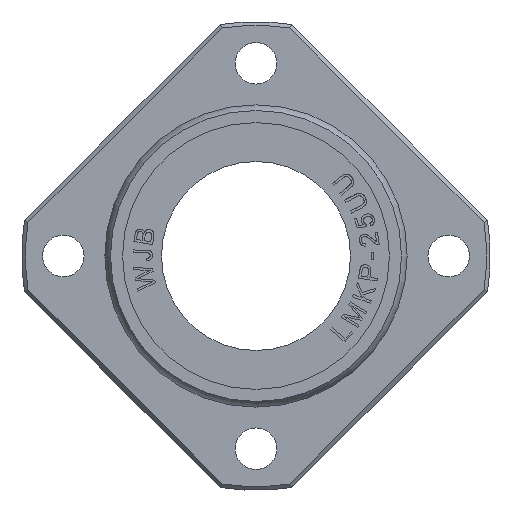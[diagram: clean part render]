
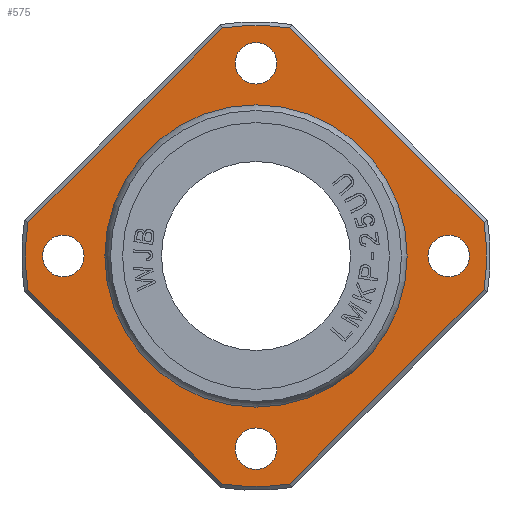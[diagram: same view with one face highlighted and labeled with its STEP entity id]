
A CAD part, left-side view. The second image highlights one B-rep face of the part: STEP entity #575.
In plain terms, the highlighted planar face has unit normal (-1, 0, 0).
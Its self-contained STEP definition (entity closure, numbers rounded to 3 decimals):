
#575=ADVANCED_FACE('',(#1342,#1343,#1344,#1345,#1346,#1347),#959,.T.);
#959=PLANE('',#7086);
#1235=CIRCLE('',#7061,30.5);
#1237=CIRCLE('',#7064,30.5);
#1239=CIRCLE('',#7067,30.5);
#1241=CIRCLE('',#7070,30.5);
#1247=CIRCLE('',#7081,19.564);
#1248=CIRCLE('',#7082,2.75);
#1249=CIRCLE('',#7083,2.75);
#1250=CIRCLE('',#7084,2.75);
#1251=CIRCLE('',#7085,2.75);
#1342=FACE_BOUND('',#1463,.T.);
#1343=FACE_BOUND('',#1464,.T.);
#1344=FACE_BOUND('',#1465,.T.);
#1345=FACE_BOUND('',#1466,.T.);
#1346=FACE_BOUND('',#1467,.T.);
#1347=FACE_BOUND('',#1468,.T.);
#1463=EDGE_LOOP('',(#2652));
#1464=EDGE_LOOP('',(#2653));
#1465=EDGE_LOOP('',(#2654));
#1466=EDGE_LOOP('',(#2655));
#1467=EDGE_LOOP('',(#2656));
#1468=EDGE_LOOP('',(#2657,#2658,#2659,#2660,#2661,#2662,#2663,#2664));
#1976=B_SPLINE_CURVE_WITH_KNOTS('',3,(#10588,#10589,#10590,#10591),.UNSPECIFIED.,
 .F.,.F.,(4,4),(0.,1.),.UNSPECIFIED.);
#1977=B_SPLINE_CURVE_WITH_KNOTS('',3,(#10592,#10593,#10594,#10595),.UNSPECIFIED.,
 .F.,.F.,(4,4),(0.,1.),.UNSPECIFIED.);
#1978=B_SPLINE_CURVE_WITH_KNOTS('',3,(#10596,#10597,#10598,#10599),.UNSPECIFIED.,
 .F.,.F.,(4,4),(0.,1.),.UNSPECIFIED.);
#1979=B_SPLINE_CURVE_WITH_KNOTS('',3,(#10600,#10601,#10602,#10603),.UNSPECIFIED.,
 .F.,.F.,(4,4),(0.,1.),.UNSPECIFIED.);
#2652=ORIENTED_EDGE('',*,*,#5258,.F.);
#2653=ORIENTED_EDGE('',*,*,#5259,.T.);
#2654=ORIENTED_EDGE('',*,*,#5260,.T.);
#2655=ORIENTED_EDGE('',*,*,#5261,.T.);
#2656=ORIENTED_EDGE('',*,*,#5262,.T.);
#2657=ORIENTED_EDGE('',*,*,#5234,.F.);
#2658=ORIENTED_EDGE('',*,*,#5263,.F.);
#2659=ORIENTED_EDGE('',*,*,#5238,.F.);
#2660=ORIENTED_EDGE('',*,*,#5264,.F.);
#2661=ORIENTED_EDGE('',*,*,#5242,.F.);
#2662=ORIENTED_EDGE('',*,*,#5265,.F.);
#2663=ORIENTED_EDGE('',*,*,#5231,.F.);
#2664=ORIENTED_EDGE('',*,*,#5266,.F.);
#4574=VERTEX_POINT('',#10486);
#4576=VERTEX_POINT('',#10489);
#4578=VERTEX_POINT('',#10498);
#4579=VERTEX_POINT('',#10499);
#4582=VERTEX_POINT('',#10513);
#4583=VERTEX_POINT('',#10514);
#4586=VERTEX_POINT('',#10528);
#4587=VERTEX_POINT('',#10529);
#4598=VERTEX_POINT('',#10579);
#4599=VERTEX_POINT('',#10581);
#4600=VERTEX_POINT('',#10583);
#4601=VERTEX_POINT('',#10585);
#4602=VERTEX_POINT('',#10587);
#5231=EDGE_CURVE('',#4574,#4576,#1235,.T.);
#5234=EDGE_CURVE('',#4578,#4579,#1237,.T.);
#5238=EDGE_CURVE('',#4582,#4583,#1239,.T.);
#5242=EDGE_CURVE('',#4586,#4587,#1241,.T.);
#5258=EDGE_CURVE('',#4598,#4598,#1247,.T.);
#5259=EDGE_CURVE('',#4599,#4599,#1248,.T.);
#5260=EDGE_CURVE('',#4600,#4600,#1249,.T.);
#5261=EDGE_CURVE('',#4601,#4601,#1250,.T.);
#5262=EDGE_CURVE('',#4602,#4602,#1251,.T.);
#5263=EDGE_CURVE('',#4583,#4578,#1976,.T.);
#5264=EDGE_CURVE('',#4587,#4582,#1977,.T.);
#5265=EDGE_CURVE('',#4576,#4586,#1978,.T.);
#5266=EDGE_CURVE('',#4579,#4574,#1979,.T.);
#7061=AXIS2_PLACEMENT_3D('',#10488,#7681,#7682);
#7064=AXIS2_PLACEMENT_3D('',#10497,#7687,#7688);
#7067=AXIS2_PLACEMENT_3D('',#10512,#7693,#7694);
#7070=AXIS2_PLACEMENT_3D('',#10527,#7699,#7700);
#7081=AXIS2_PLACEMENT_3D('',#10578,#7725,#7726);
#7082=AXIS2_PLACEMENT_3D('',#10580,#7727,#7728);
#7083=AXIS2_PLACEMENT_3D('',#10582,#7729,#7730);
#7084=AXIS2_PLACEMENT_3D('',#10584,#7731,#7732);
#7085=AXIS2_PLACEMENT_3D('',#10586,#7733,#7734);
#7086=AXIS2_PLACEMENT_3D('',#10604,#7735,#7736);
#7681=DIRECTION('',(1.,0.,0.));
#7682=DIRECTION('',(0.,0.,-1.));
#7687=DIRECTION('',(1.,0.,0.));
#7688=DIRECTION('',(0.,0.,-1.));
#7693=DIRECTION('',(1.,0.,0.));
#7694=DIRECTION('',(0.,0.,-1.));
#7699=DIRECTION('',(1.,0.,0.));
#7700=DIRECTION('',(0.,0.,-1.));
#7725=DIRECTION('',(-1.,0.,0.));
#7726=DIRECTION('',(0.,0.,1.));
#7727=DIRECTION('',(1.,0.,0.));
#7728=DIRECTION('',(0.,1.,0.));
#7729=DIRECTION('',(1.,0.,0.));
#7730=DIRECTION('',(0.,1.,0.));
#7731=DIRECTION('',(1.,0.,0.));
#7732=DIRECTION('',(0.,1.,0.));
#7733=DIRECTION('',(1.,0.,0.));
#7734=DIRECTION('',(0.,1.,0.));
#7735=DIRECTION('',(-1.,0.,0.));
#7736=DIRECTION('',(0.,0.,1.));
#10486=CARTESIAN_POINT('',(8.,4.479,30.169));
#10488=CARTESIAN_POINT('',(8.,0.,0.));
#10489=CARTESIAN_POINT('',(8.,-4.479,30.169));
#10497=CARTESIAN_POINT('',(8.,0.,0.));
#10498=CARTESIAN_POINT('',(8.,30.169,-4.479));
#10499=CARTESIAN_POINT('',(8.,30.169,4.479));
#10512=CARTESIAN_POINT('',(8.,0.,0.));
#10513=CARTESIAN_POINT('',(8.,-4.479,-30.169));
#10514=CARTESIAN_POINT('',(8.,4.479,-30.169));
#10527=CARTESIAN_POINT('',(8.,0.,0.));
#10528=CARTESIAN_POINT('',(8.,-30.169,4.479));
#10529=CARTESIAN_POINT('',(8.,-30.169,-4.479));
#10578=CARTESIAN_POINT('',(8.,0.,0.));
#10579=CARTESIAN_POINT('',(8.,0.,19.564));
#10580=CARTESIAN_POINT('',(8.,25.5,0.));
#10581=CARTESIAN_POINT('',(8.,22.75,0.));
#10582=CARTESIAN_POINT('',(8.,-25.5,0.));
#10583=CARTESIAN_POINT('',(8.,-28.25,0.));
#10584=CARTESIAN_POINT('',(8.,0.,25.5));
#10585=CARTESIAN_POINT('',(8.,-2.75,25.5));
#10586=CARTESIAN_POINT('',(8.,0.,-25.5));
#10587=CARTESIAN_POINT('',(8.,-2.75,-25.5));
#10588=CARTESIAN_POINT('',(8.,4.479,-30.169));
#10589=CARTESIAN_POINT('',(8.,13.042,-21.606));
#10590=CARTESIAN_POINT('',(8.,21.606,-13.042));
#10591=CARTESIAN_POINT('',(8.,30.169,-4.479));
#10592=CARTESIAN_POINT('',(8.,-30.169,-4.479));
#10593=CARTESIAN_POINT('',(8.,-21.606,-13.042));
#10594=CARTESIAN_POINT('',(8.,-13.042,-21.606));
#10595=CARTESIAN_POINT('',(8.,-4.479,-30.169));
#10596=CARTESIAN_POINT('',(8.,-4.479,30.169));
#10597=CARTESIAN_POINT('',(8.,-13.042,21.606));
#10598=CARTESIAN_POINT('',(8.,-21.606,13.042));
#10599=CARTESIAN_POINT('',(8.,-30.169,4.479));
#10600=CARTESIAN_POINT('',(8.,30.169,4.479));
#10601=CARTESIAN_POINT('',(8.,21.606,13.042));
#10602=CARTESIAN_POINT('',(8.,13.042,21.606));
#10603=CARTESIAN_POINT('',(8.,4.479,30.169));
#10604=CARTESIAN_POINT('',(8.,0.,25.282));
